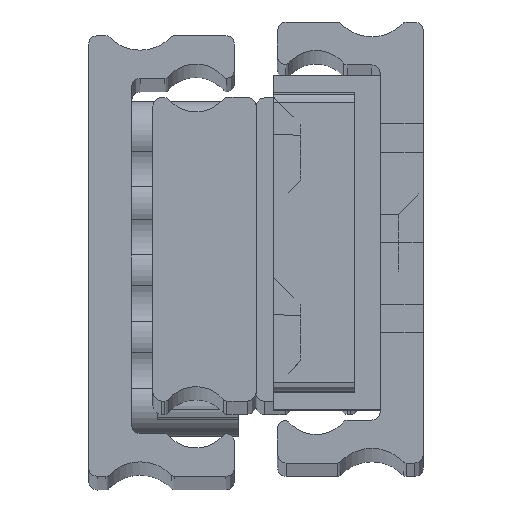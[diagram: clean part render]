
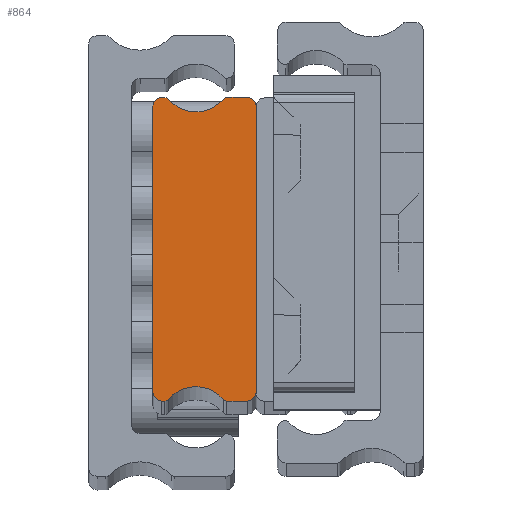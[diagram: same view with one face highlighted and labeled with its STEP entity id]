
A CAD part, top view. The second image highlights one B-rep face of the part: STEP entity #864.
In plain terms, the highlighted planar face has unit normal (0, 0, 1).
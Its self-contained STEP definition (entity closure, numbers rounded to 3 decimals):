
#62 = CARTESIAN_POINT ( 'NONE',  ( -12., 16.687, 0. ) ) ;
#93 = CARTESIAN_POINT ( 'NONE',  ( -3.397, -17.187, 0. ) ) ;
#174 = VERTEX_POINT ( 'NONE', #1981 ) ;
#193 = CIRCLE ( 'NONE', #5233, 4.22 ) ;
#350 = DIRECTION ( 'NONE',  ( 1., 0., 0. ) ) ;
#426 = CARTESIAN_POINT ( 'NONE',  ( -3.397, -17.688, 0. ) ) ;
#478 = AXIS2_PLACEMENT_3D ( 'NONE', #1368, #3575, #5572 ) ;
#786 = AXIS2_PLACEMENT_3D ( 'NONE', #93, #951, #4274 ) ;
#787 = CARTESIAN_POINT ( 'NONE',  ( 0., 16.687, 0. ) ) ;
#864 = ADVANCED_FACE ( 'NONE', ( #4832 ), #2131, .T. ) ;
#865 = ORIENTED_EDGE ( 'NONE', *, *, #5999, .T. ) ;
#917 = EDGE_CURVE ( 'NONE', #8721, #1719, #1618, .T. ) ;
#951 = DIRECTION ( 'NONE',  ( 0., 0., 1. ) ) ;
#1022 = DIRECTION ( 'NONE',  ( 0., 0., 1. ) ) ;
#1034 = DIRECTION ( 'NONE',  ( 1., 0., 0. ) ) ;
#1054 = CARTESIAN_POINT ( 'NONE',  ( -12., -16.688, 0. ) ) ;
#1060 = CIRCLE ( 'NONE', #1338, 4.22 ) ;
#1069 = VERTEX_POINT ( 'NONE', #5703 ) ;
#1089 = CARTESIAN_POINT ( 'NONE',  ( -3.808, 17.473, 0. ) ) ;
#1130 = ORIENTED_EDGE ( 'NONE', *, *, #4601, .T. ) ;
#1154 = CARTESIAN_POINT ( 'NONE',  ( -10.603, 17.688, 0. ) ) ;
#1291 = EDGE_CURVE ( 'NONE', #4253, #7966, #3109, .T. ) ;
#1338 = AXIS2_PLACEMENT_3D ( 'NONE', #3086, #3132, #1034 ) ;
#1360 = AXIS2_PLACEMENT_3D ( 'NONE', #6528, #1022, #350 ) ;
#1368 = CARTESIAN_POINT ( 'NONE',  ( -7., 20.232, 0. ) ) ;
#1375 = VECTOR ( 'NONE', #5359, 1000. ) ;
#1415 = DIRECTION ( 'NONE',  ( 1., 0., 0. ) ) ;
#1618 = CIRCLE ( 'NONE', #6670, 0.5 ) ;
#1719 = VERTEX_POINT ( 'NONE', #8590 ) ;
#1784 = VECTOR ( 'NONE', #2614, 1000. ) ;
#1921 = CARTESIAN_POINT ( 'NONE',  ( -10.603, -17.187, 0. ) ) ;
#1981 = CARTESIAN_POINT ( 'NONE',  ( -3.397, 17.687, 0. ) ) ;
#2043 = DIRECTION ( 'NONE',  ( 1., 0., 0. ) ) ;
#2119 = CARTESIAN_POINT ( 'NONE',  ( -7., 20.232, 0. ) ) ;
#2120 = CARTESIAN_POINT ( 'NONE',  ( -12., 16.687, 0. ) ) ;
#2131 = PLANE ( 'NONE',  #478 ) ;
#2428 = VERTEX_POINT ( 'NONE', #3173 ) ;
#2555 = EDGE_CURVE ( 'NONE', #8063, #7575, #3379, .T. ) ;
#2562 = LINE ( 'NONE', #8839, #1375 ) ;
#2596 = AXIS2_PLACEMENT_3D ( 'NONE', #3244, #6712, #6791 ) ;
#2614 = DIRECTION ( 'NONE',  ( 0., -1., 0. ) ) ;
#2690 = CARTESIAN_POINT ( 'NONE',  ( -3.397, 17.187, 0. ) ) ;
#2696 = VERTEX_POINT ( 'NONE', #4664 ) ;
#2780 = VERTEX_POINT ( 'NONE', #4149 ) ;
#2794 = EDGE_CURVE ( 'NONE', #2780, #2696, #2562, .T. ) ;
#3055 = CIRCLE ( 'NONE', #786, 0.5 ) ;
#3086 = CARTESIAN_POINT ( 'NONE',  ( -7., -20.232, 0. ) ) ;
#3109 = LINE ( 'NONE', #426, #8062 ) ;
#3113 = DIRECTION ( 'NONE',  ( -1., 0., 0. ) ) ;
#3132 = DIRECTION ( 'NONE',  ( 0., 0., -1. ) ) ;
#3157 = EDGE_LOOP ( 'NONE', ( #4151, #6398, #6540, #5892, #3527, #3815, #5717, #8012, #865, #8385, #8403, #3311, #7394, #8276, #7906, #1130 ) ) ;
#3173 = CARTESIAN_POINT ( 'NONE',  ( -3.808, -17.473, 0. ) ) ;
#3212 = VECTOR ( 'NONE', #5334, 1000. ) ;
#3244 = CARTESIAN_POINT ( 'NONE',  ( -1., -16.687, 0. ) ) ;
#3253 = DIRECTION ( 'NONE',  ( 1., 0., 0. ) ) ;
#3311 = ORIENTED_EDGE ( 'NONE', *, *, #3402, .T. ) ;
#3379 = CIRCLE ( 'NONE', #8453, 1. ) ;
#3401 = DIRECTION ( 'NONE',  ( 0., 0., 1. ) ) ;
#3402 = EDGE_CURVE ( 'NONE', #7966, #8706, #4890, .T. ) ;
#3527 = ORIENTED_EDGE ( 'NONE', *, *, #8037, .T. ) ;
#3575 = DIRECTION ( 'NONE',  ( 0., 0., 1. ) ) ;
#3640 = AXIS2_PLACEMENT_3D ( 'NONE', #5434, #6304, #1415 ) ;
#3815 = ORIENTED_EDGE ( 'NONE', *, *, #5171, .T. ) ;
#3853 = VERTEX_POINT ( 'NONE', #1054 ) ;
#3902 = DIRECTION ( 'NONE',  ( 0., 0., 1. ) ) ;
#3914 = CIRCLE ( 'NONE', #5508, 0.5 ) ;
#4011 = DIRECTION ( 'NONE',  ( 0., 0., -1. ) ) ;
#4058 = VERTEX_POINT ( 'NONE', #2120 ) ;
#4149 = CARTESIAN_POINT ( 'NONE',  ( -11., -17.687, 0. ) ) ;
#4151 = ORIENTED_EDGE ( 'NONE', *, *, #5763, .T. ) ;
#4253 = VERTEX_POINT ( 'NONE', #4366 ) ;
#4274 = DIRECTION ( 'NONE',  ( 1., 0., 0. ) ) ;
#4366 = CARTESIAN_POINT ( 'NONE',  ( -3.397, -17.688, 0. ) ) ;
#4430 = VERTEX_POINT ( 'NONE', #1089 ) ;
#4494 = VECTOR ( 'NONE', #3113, 1000. ) ;
#4565 = CARTESIAN_POINT ( 'NONE',  ( -1., 17.688, 0. ) ) ;
#4568 = CARTESIAN_POINT ( 'NONE',  ( -1., -17.688, 0. ) ) ;
#4575 = DIRECTION ( 'NONE',  ( 1., 0., 0. ) ) ;
#4601 = EDGE_CURVE ( 'NONE', #174, #4430, #6595, .T. ) ;
#4664 = CARTESIAN_POINT ( 'NONE',  ( -10.603, -17.687, 0. ) ) ;
#4671 = CIRCLE ( 'NONE', #1360, 1. ) ;
#4760 = DIRECTION ( 'NONE',  ( 1., 0., 0. ) ) ;
#4832 = FACE_OUTER_BOUND ( 'NONE', #3157, .T. ) ;
#4874 = CARTESIAN_POINT ( 'NONE',  ( -10.603, 17.187, 0. ) ) ;
#4890 = CIRCLE ( 'NONE', #2596, 1. ) ;
#5023 = CARTESIAN_POINT ( 'NONE',  ( 0., -16.687, 0. ) ) ;
#5171 = EDGE_CURVE ( 'NONE', #3853, #2780, #5355, .T. ) ;
#5233 = AXIS2_PLACEMENT_3D ( 'NONE', #2119, #4011, #7531 ) ;
#5297 = LINE ( 'NONE', #7308, #3212 ) ;
#5334 = DIRECTION ( 'NONE',  ( -1., 0., 0. ) ) ;
#5354 = DIRECTION ( 'NONE',  ( 1., 0., 0. ) ) ;
#5355 = CIRCLE ( 'NONE', #3640, 1. ) ;
#5359 = DIRECTION ( 'NONE',  ( 1., 0., 0. ) ) ;
#5406 = EDGE_CURVE ( 'NONE', #8706, #8063, #7814, .T. ) ;
#5432 = VERTEX_POINT ( 'NONE', #5827 ) ;
#5434 = CARTESIAN_POINT ( 'NONE',  ( -11., -16.688, 0. ) ) ;
#5450 = DIRECTION ( 'NONE',  ( 0., 0., 1. ) ) ;
#5508 = AXIS2_PLACEMENT_3D ( 'NONE', #1921, #3902, #3253 ) ;
#5572 = DIRECTION ( 'NONE',  ( 1., 0., 0. ) ) ;
#5703 = CARTESIAN_POINT ( 'NONE',  ( -11., 17.687, 0. ) ) ;
#5717 = ORIENTED_EDGE ( 'NONE', *, *, #2794, .T. ) ;
#5742 = DIRECTION ( 'NONE',  ( 0., 1., 0. ) ) ;
#5763 = EDGE_CURVE ( 'NONE', #4430, #8721, #193, .T. ) ;
#5827 = CARTESIAN_POINT ( 'NONE',  ( -10.192, -17.473, 0. ) ) ;
#5892 = ORIENTED_EDGE ( 'NONE', *, *, #8400, .T. ) ;
#5999 = EDGE_CURVE ( 'NONE', #5432, #2428, #1060, .T. ) ;
#6099 = LINE ( 'NONE', #62, #1784 ) ;
#6263 = EDGE_CURVE ( 'NONE', #2428, #4253, #3055, .T. ) ;
#6304 = DIRECTION ( 'NONE',  ( 0., 0., 1. ) ) ;
#6398 = ORIENTED_EDGE ( 'NONE', *, *, #917, .T. ) ;
#6528 = CARTESIAN_POINT ( 'NONE',  ( -11., 16.687, 0. ) ) ;
#6540 = ORIENTED_EDGE ( 'NONE', *, *, #7027, .T. ) ;
#6542 = EDGE_CURVE ( 'NONE', #2696, #5432, #3914, .T. ) ;
#6595 = CIRCLE ( 'NONE', #7065, 0.5 ) ;
#6670 = AXIS2_PLACEMENT_3D ( 'NONE', #4874, #6876, #2043 ) ;
#6712 = DIRECTION ( 'NONE',  ( 0., 0., 1. ) ) ;
#6791 = DIRECTION ( 'NONE',  ( 1., 0., 0. ) ) ;
#6876 = DIRECTION ( 'NONE',  ( 0., 0., 1. ) ) ;
#7007 = CARTESIAN_POINT ( 'NONE',  ( -10.192, 17.473, 0. ) ) ;
#7027 = EDGE_CURVE ( 'NONE', #1719, #1069, #8643, .T. ) ;
#7065 = AXIS2_PLACEMENT_3D ( 'NONE', #2690, #5450, #4760 ) ;
#7308 = CARTESIAN_POINT ( 'NONE',  ( -1., 17.687, 0. ) ) ;
#7394 = ORIENTED_EDGE ( 'NONE', *, *, #5406, .T. ) ;
#7531 = DIRECTION ( 'NONE',  ( 1., 0., 0. ) ) ;
#7559 = CARTESIAN_POINT ( 'NONE',  ( -1., 16.687, 0. ) ) ;
#7575 = VERTEX_POINT ( 'NONE', #4565 ) ;
#7630 = CARTESIAN_POINT ( 'NONE',  ( 0., -16.687, 0. ) ) ;
#7812 = VECTOR ( 'NONE', #5742, 1000. ) ;
#7814 = LINE ( 'NONE', #5023, #7812 ) ;
#7906 = ORIENTED_EDGE ( 'NONE', *, *, #7973, .T. ) ;
#7966 = VERTEX_POINT ( 'NONE', #4568 ) ;
#7973 = EDGE_CURVE ( 'NONE', #7575, #174, #5297, .T. ) ;
#8012 = ORIENTED_EDGE ( 'NONE', *, *, #6542, .T. ) ;
#8037 = EDGE_CURVE ( 'NONE', #4058, #3853, #6099, .T. ) ;
#8062 = VECTOR ( 'NONE', #4575, 1000. ) ;
#8063 = VERTEX_POINT ( 'NONE', #787 ) ;
#8276 = ORIENTED_EDGE ( 'NONE', *, *, #2555, .T. ) ;
#8385 = ORIENTED_EDGE ( 'NONE', *, *, #6263, .T. ) ;
#8400 = EDGE_CURVE ( 'NONE', #1069, #4058, #4671, .T. ) ;
#8403 = ORIENTED_EDGE ( 'NONE', *, *, #1291, .T. ) ;
#8453 = AXIS2_PLACEMENT_3D ( 'NONE', #7559, #3401, #5354 ) ;
#8590 = CARTESIAN_POINT ( 'NONE',  ( -10.603, 17.687, 0. ) ) ;
#8643 = LINE ( 'NONE', #1154, #4494 ) ;
#8706 = VERTEX_POINT ( 'NONE', #7630 ) ;
#8721 = VERTEX_POINT ( 'NONE', #7007 ) ;
#8839 = CARTESIAN_POINT ( 'NONE',  ( -11., -17.687, 0. ) ) ;
